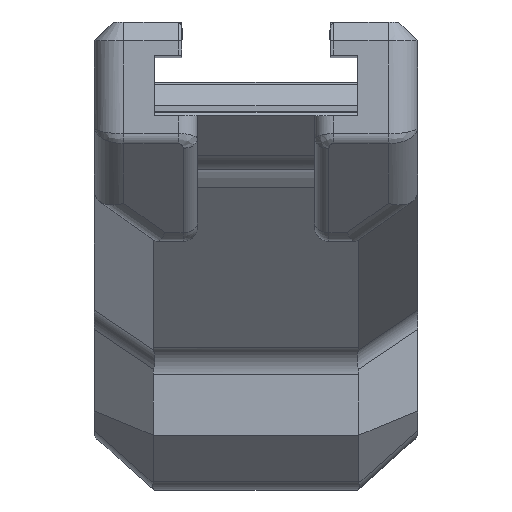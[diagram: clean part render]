
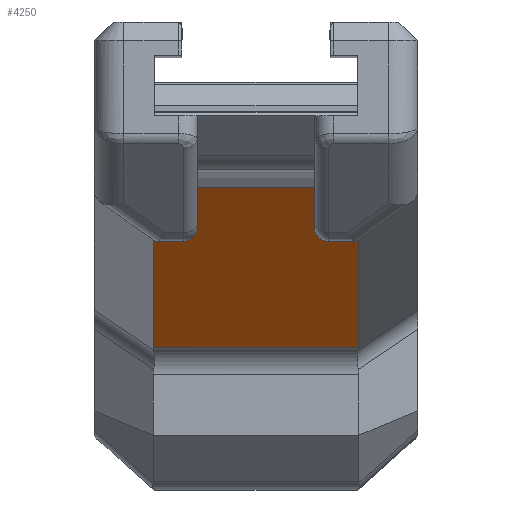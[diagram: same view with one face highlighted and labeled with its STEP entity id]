
A CAD part, top view. The second image highlights one B-rep face of the part: STEP entity #4250.
In plain terms, the highlighted planar face has unit normal (0, -0.927, 0.375).
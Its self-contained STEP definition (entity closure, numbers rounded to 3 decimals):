
#776=VERTEX_POINT('',#7119);
#777=VERTEX_POINT('',#7120);
#784=VERTEX_POINT('',#7142);
#785=VERTEX_POINT('',#7146);
#1183=VECTOR('',#5271,1.);
#1189=VECTOR('',#5294,1.);
#1191=VECTOR('',#5297,1.);
#1192=VECTOR('',#5298,1.);
#1623=LINE('',#7118,#1183);
#1629=LINE('',#7141,#1189);
#1631=LINE('',#7145,#1191);
#1632=LINE('',#7147,#1192);
#2164=EDGE_CURVE('',#776,#777,#1623,.T.);
#2176=EDGE_CURVE('',#777,#784,#1629,.T.);
#2178=EDGE_CURVE('',#785,#776,#1631,.T.);
#2179=EDGE_CURVE('',#784,#785,#1632,.T.);
#3113=ORIENTED_EDGE('',*,*,#2164,.F.);
#3114=ORIENTED_EDGE('',*,*,#2178,.F.);
#3115=ORIENTED_EDGE('',*,*,#2179,.F.);
#3116=ORIENTED_EDGE('',*,*,#2176,.F.);
#3758=EDGE_LOOP('',(#3113,#3114,#3115,#3116));
#4006=FACE_BOUND('',#3758,.T.);
#4250=ADVANCED_FACE('',(#4006),#7684,.T.);
#4547=AXIS2_PLACEMENT_3D('',#7144,#5296,$);
#5271=DIRECTION('',(-1.,0.,0.));
#5294=DIRECTION('',(0.,0.375,0.927));
#5296=DIRECTION('',(0.,-0.927,0.375));
#5297=DIRECTION('',(0.,-0.375,-0.927));
#5298=DIRECTION('',(1.,0.,0.));
#7118=CARTESIAN_POINT('',(-17.463,-71.5,312.342));
#7119=CARTESIAN_POINT('',(11.113,-71.5,312.342));
#7120=CARTESIAN_POINT('',(-11.113,-71.5,312.342));
#7141=CARTESIAN_POINT('',(-11.113,-59.857,341.16));
#7142=CARTESIAN_POINT('',(-11.113,-54.237,355.07));
#7144=CARTESIAN_POINT('',(-17.463,-62.345,335.002));
#7145=CARTESIAN_POINT('',(11.113,-59.857,341.16));
#7146=CARTESIAN_POINT('',(11.113,-54.237,355.07));
#7147=CARTESIAN_POINT('',(-17.463,-54.237,355.07));
#7684=PLANE('',#4547);
